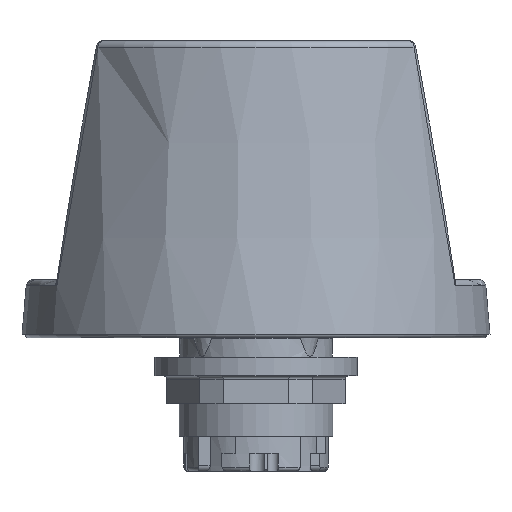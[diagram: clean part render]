
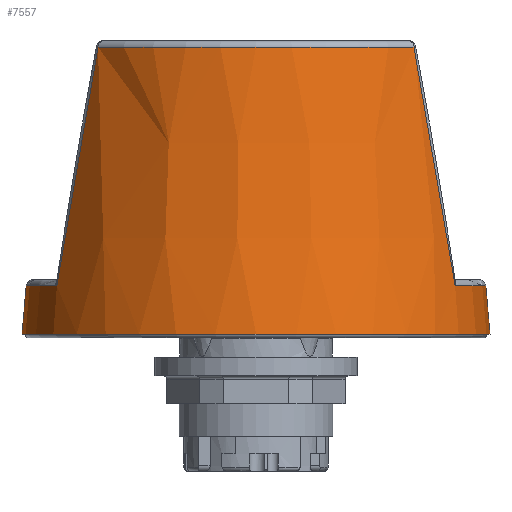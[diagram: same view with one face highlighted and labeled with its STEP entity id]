
A CAD part, front view. The second image highlights one B-rep face of the part: STEP entity #7557.
In plain terms, the highlighted conical face has half-angle 5 degrees and reference radius 31.663 mm.
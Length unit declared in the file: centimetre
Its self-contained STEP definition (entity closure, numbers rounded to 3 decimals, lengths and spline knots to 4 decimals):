
#26=CONICAL_SURFACE('',#8221,3.1663,5.);
#225=B_SPLINE_CURVE_WITH_KNOTS('',3,(#12691,#12692,#12693,#12694),
 .UNSPECIFIED.,.F.,.F.,(4,4),(-4.2818,-0.8003),
 .UNSPECIFIED.);
#228=B_SPLINE_CURVE_WITH_KNOTS('',3,(#12744,#12745,#12746,#12747),
 .UNSPECIFIED.,.F.,.F.,(4,4),(-3.677,-0.1955),
 .UNSPECIFIED.);
#235=B_SPLINE_CURVE_WITH_KNOTS('',3,(#12858,#12859,#12860,#12861),
 .UNSPECIFIED.,.F.,.F.,(4,4),(-3.677,-0.1955),
 .UNSPECIFIED.);
#240=B_SPLINE_CURVE_WITH_KNOTS('',3,(#12944,#12945,#12946,#12947),
 .UNSPECIFIED.,.F.,.F.,(4,4),(-4.2818,-0.8003),
 .UNSPECIFIED.);
#522=FACE_BOUND('',#2291,.T.);
#1811=FACE_OUTER_BOUND('',#2290,.T.);
#2290=EDGE_LOOP('',(#5915));
#2291=EDGE_LOOP('',(#5916,#5917,#5918,#5919,#5920,#5921,#5922,#5923));
#2752=CIRCLE('',#8197,2.9905);
#2754=CIRCLE('',#8201,3.2897);
#2756=CIRCLE('',#8204,3.2897);
#2758=CIRCLE('',#8207,2.9905);
#2764=CIRCLE('',#8222,3.35);
#3342=VERTEX_POINT('',#12644);
#3344=VERTEX_POINT('',#12649);
#3347=VERTEX_POINT('',#12690);
#3349=VERTEX_POINT('',#12743);
#3358=VERTEX_POINT('',#12821);
#3360=VERTEX_POINT('',#12857);
#3368=VERTEX_POINT('',#12904);
#3370=VERTEX_POINT('',#12943);
#3376=VERTEX_POINT('',#13069);
#4269=EDGE_CURVE('',#3342,#3347,#225,.T.);
#4272=EDGE_CURVE('',#3349,#3344,#228,.T.);
#4287=EDGE_CURVE('',#3360,#3358,#235,.T.);
#4299=EDGE_CURVE('',#3358,#3368,#2752,.T.);
#4302=EDGE_CURVE('',#3368,#3370,#240,.T.);
#4310=EDGE_CURVE('',#3370,#3349,#2754,.T.);
#4312=EDGE_CURVE('',#3347,#3360,#2756,.T.);
#4314=EDGE_CURVE('',#3344,#3342,#2758,.T.);
#4327=EDGE_CURVE('',#3376,#3376,#2764,.T.);
#5915=ORIENTED_EDGE('',*,*,#4327,.F.);
#5916=ORIENTED_EDGE('',*,*,#4287,.F.);
#5917=ORIENTED_EDGE('',*,*,#4312,.F.);
#5918=ORIENTED_EDGE('',*,*,#4269,.F.);
#5919=ORIENTED_EDGE('',*,*,#4314,.F.);
#5920=ORIENTED_EDGE('',*,*,#4272,.F.);
#5921=ORIENTED_EDGE('',*,*,#4310,.F.);
#5922=ORIENTED_EDGE('',*,*,#4302,.F.);
#5923=ORIENTED_EDGE('',*,*,#4299,.F.);
#7557=ADVANCED_FACE('',(#1811,#522),#26,.T.);
#8197=AXIS2_PLACEMENT_3D('',#12908,#9784,#9785);
#8201=AXIS2_PLACEMENT_3D('',#13008,#9794,#9795);
#8204=AXIS2_PLACEMENT_3D('',#13011,#9800,#9801);
#8207=AXIS2_PLACEMENT_3D('',#13014,#9806,#9807);
#8221=AXIS2_PLACEMENT_3D('',#13068,#9838,#9839);
#8222=AXIS2_PLACEMENT_3D('',#13070,#9840,#9841);
#9784=DIRECTION('center_axis',(0.,0.,
1.));
#9785=DIRECTION('ref_axis',(0.,-1.,0.));
#9794=DIRECTION('center_axis',(0.,0.,
1.));
#9795=DIRECTION('ref_axis',(1.,0.,0.));
#9800=DIRECTION('center_axis',(0.,0.,
1.));
#9801=DIRECTION('ref_axis',(-1.,0.,0.));
#9806=DIRECTION('center_axis',(0.,0.,
1.));
#9807=DIRECTION('ref_axis',(0.,1.,0.));
#9838=DIRECTION('center_axis',(0.,0.,
-1.));
#9839=DIRECTION('ref_axis',(1.,0.,0.));
#9840=DIRECTION('center_axis',(0.,0.,
-1.));
#9841=DIRECTION('ref_axis',(1.,0.,0.));
#12644=CARTESIAN_POINT('',(-2.2622,1.9742,6.0555));
#12649=CARTESIAN_POINT('',(2.2622,1.9742,6.0555));
#12690=CARTESIAN_POINT('',(-2.851,1.6596,2.6355));
#12691=CARTESIAN_POINT('Ctrl Pts',(-2.2622,1.9742,6.0555));
#12692=CARTESIAN_POINT('Ctrl Pts',(-2.4843,1.8692,4.9198));
#12693=CARTESIAN_POINT('Ctrl Pts',(-2.6754,1.7643,3.7787));
#12694=CARTESIAN_POINT('Ctrl Pts',(-2.851,1.6596,2.6355));
#12743=CARTESIAN_POINT('',(2.851,1.6596,2.6355));
#12744=CARTESIAN_POINT('Ctrl Pts',(2.851,1.6596,2.6355));
#12745=CARTESIAN_POINT('Ctrl Pts',(2.6754,1.7643,3.7787));
#12746=CARTESIAN_POINT('Ctrl Pts',(2.4843,1.8692,4.9198));
#12747=CARTESIAN_POINT('Ctrl Pts',(2.2622,1.9742,6.0555));
#12821=CARTESIAN_POINT('',(-2.2622,-1.9378,6.0555));
#12857=CARTESIAN_POINT('',(-2.851,-1.6231,2.6355));
#12858=CARTESIAN_POINT('Ctrl Pts',(-2.851,-1.6231,
2.6355));
#12859=CARTESIAN_POINT('Ctrl Pts',(-2.6754,-1.7278,3.7787));
#12860=CARTESIAN_POINT('Ctrl Pts',(-2.4843,-1.8327,
4.9198));
#12861=CARTESIAN_POINT('Ctrl Pts',(-2.2622,-1.9378,
6.0555));
#12904=CARTESIAN_POINT('',(2.2622,-1.9378,6.0555));
#12908=CARTESIAN_POINT('Origin',(0.,0.0182,
6.0555));
#12943=CARTESIAN_POINT('',(2.851,-1.6231,2.6355));
#12944=CARTESIAN_POINT('Ctrl Pts',(2.2622,-1.9378,6.0555));
#12945=CARTESIAN_POINT('Ctrl Pts',(2.4843,-1.8327,4.9198));
#12946=CARTESIAN_POINT('Ctrl Pts',(2.6754,-1.7278,3.7787));
#12947=CARTESIAN_POINT('Ctrl Pts',(2.851,-1.6231,2.6355));
#13008=CARTESIAN_POINT('Origin',(0.,0.0182,
2.6355));
#13011=CARTESIAN_POINT('Origin',(0.,0.0182,
2.6355));
#13014=CARTESIAN_POINT('Origin',(0.,0.0182,
6.0555));
#13068=CARTESIAN_POINT('Origin',(0.,0.0182,
4.0468));
#13069=CARTESIAN_POINT('',(3.35,0.0182,1.9468));
#13070=CARTESIAN_POINT('Origin',(0.,0.0182,
1.9468));
